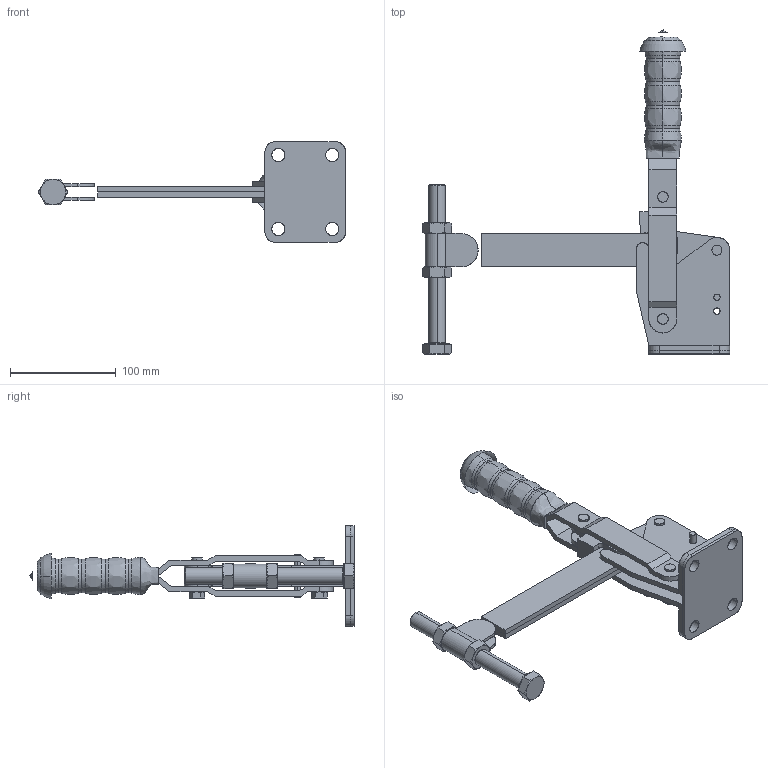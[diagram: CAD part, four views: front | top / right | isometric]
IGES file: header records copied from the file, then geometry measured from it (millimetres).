
Start section: SolidWorks IGES file using analytic representation for surfaces
Global section: file name: 3HGH-15502-A(簡化)-1.IGS; native system: SolidWorks 2016; preprocessor: SolidWorks 2016; author: LinWei; date: 200326.111551; units: millimetre
Bounding box: 289.95 x 305.79 x 95.2 mm (x, y, z)
Surface area: 137234.1 mm2 (no closed solid volume)
Topology: 0 solids, 0 shells, 365 faces, 5278 edges, 5275 vertices
Faces by surface type: revolution 187, bspline 178
